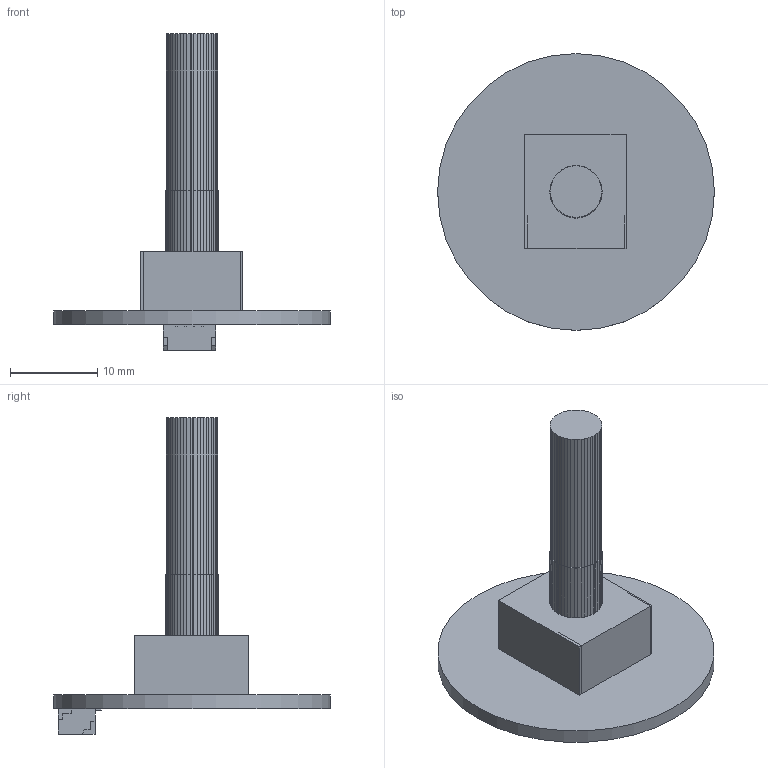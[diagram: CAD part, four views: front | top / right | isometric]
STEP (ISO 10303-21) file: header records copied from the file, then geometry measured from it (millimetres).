
FILE_DESCRIPTION(('Open CASCADE Model'),'2;1');
FILE_NAME('Open CASCADE Shape Model','2022-12-14T16:48:17',('Author'),( 'Open CASCADE'),'Open CASCADE STEP processor 6.8','Open CASCADE 6.8' ,'Unknown');
FILE_SCHEMA(('AUTOMOTIVE_DESIGN { 1 0 10303 214 1 1 1 1 }'));
Length unit declared in the file: millimetre
Products named in the file (12): PCB; Board; Open CASCADE STEP translator 6.8 2.1.1; POT1; 7019494944; Extruded; 6546553856; 7845603728; J1; SM04B-SRSS-TB
Assembly tree (11 placements, depth 4):
  PCB
    Board
      Open CASCADE STEP translator 6.8 2.1.1
    POT1
      7019494944
        Extruded
      6546553856
        Extruded
      7845603728
        Extruded
    J1
      SM04B-SRSS-TB
Bounding box: 31.75 x 31.75 x 36.3 mm (x, y, z)
Volume: 3033.4 mm3; surface area: 3228.5 mm2
Topology: 5 solids, 5 shells, 214 faces, 595 edges, 396 vertices
Faces by surface type: plane 213, cylinder 1
Full cylindrical faces by diameter (mm): 31.75 x1
Entity records: 7583 total; most frequent: CARTESIAN_POINT 1217, ORIENTED_EDGE 1190, DIRECTION 1049, EDGE_CURVE 595, LINE 593, VECTOR 593, VERTEX_POINT 396, AXIS2_PLACEMENT_3D 228
